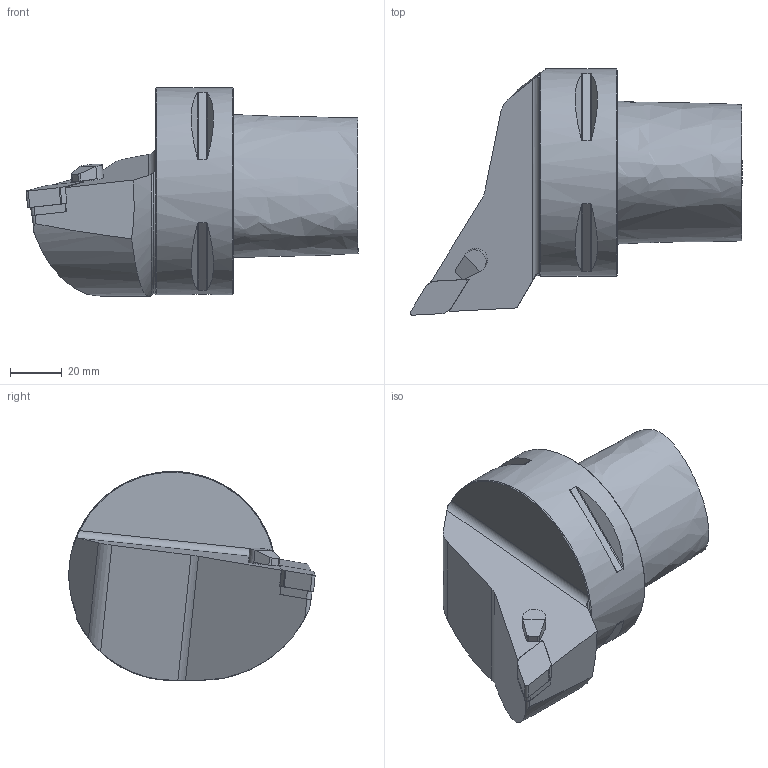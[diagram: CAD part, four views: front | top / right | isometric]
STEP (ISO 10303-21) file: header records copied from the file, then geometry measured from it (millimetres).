
FILE_DESCRIPTION(/* description */ (''),/* implementation_level */ '2;1');
FILE_NAME(/* name */ 'AC8 PDJNR 55080 15 H.stp',/* time_stamp */ '2024-12-18T15:30:38+03:00',/* author */ (''),/* organization */ (''),/* preprocessor_version */ 'ST-DEVELOPER v19.4',/* originating_system */ 'SIEMENS PLM Software NX2306.9102',/* authorisation */ '');
FILE_SCHEMA (('AUTOMOTIVE_DESIGN { 1 0 10303 214 3 1 1 1 }'));
Length unit declared in the file: millimetre
Products named in the file (1): AC8 PDJNR 55080 15 H-Light Step-Dxf_objects
Bounding box: 128 x 95 x 80.61 mm (x, y, z)
Volume: 340026.1 mm3; surface area: 33933.7 mm2
Topology: 2 solids, 2 shells, 95 faces, 247 edges, 163 vertices
Faces by surface type: plane 51, cylinder 30, cone 9, torus 3, bspline 2
Full cylindrical faces by diameter (mm): 4 x1, 9 x1, 10 x1, 80 x1
Entity records: 4078 total; most frequent: CARTESIAN_POINT 1811, ORIENTED_EDGE 458, DIRECTION 445, EDGE_CURVE 229, AXIS2_PLACEMENT_3D 164, VERTEX_POINT 156, LINE 117, VECTOR 117
